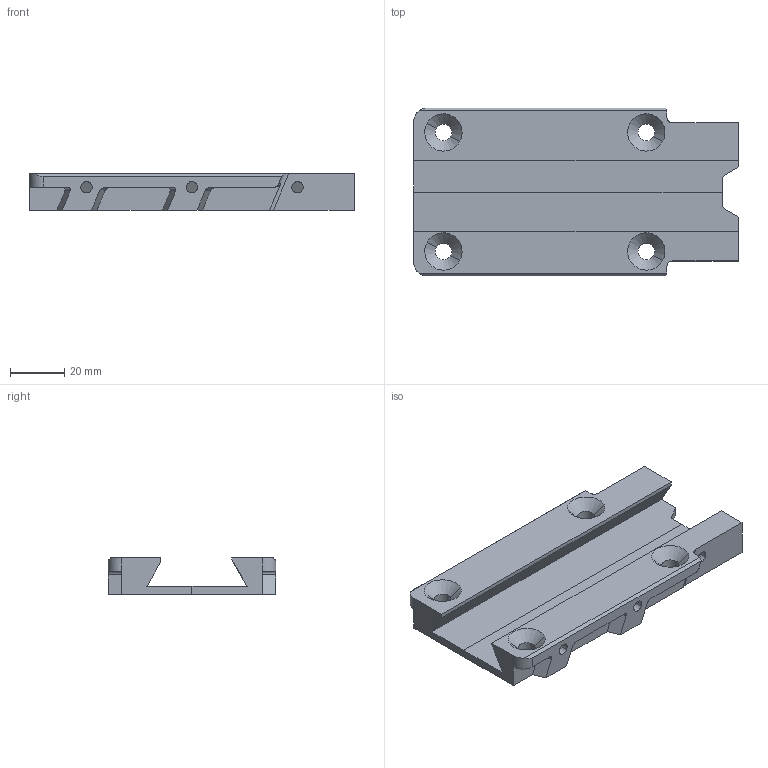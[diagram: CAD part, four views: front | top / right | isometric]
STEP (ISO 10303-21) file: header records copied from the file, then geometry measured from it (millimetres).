
FILE_DESCRIPTION(('CATIA V5 STEP Exchange'),'2;1');
FILE_NAME('Plaque interface - 07 - Lardon - Design.stp','2019-01-19T15:22:40+00:00',('none'),('none'),'CATIA Version 5 Release 21 GA (IN-10)','CATIA V5 STEP AP203','none');
FILE_SCHEMA(('CONFIG_CONTROL_DESIGN'));
Length unit declared in the file: millimetre
Products named in the file (1): Plaque interface - 07 - Lardon - Design
Bounding box: 120 x 62 x 13.5 mm (x, y, z)
Volume: 47836.8 mm3; surface area: 23862.8 mm2
Topology: 1 solids, 1 shells, 95 faces, 269 edges, 172 vertices
Faces by surface type: plane 45, cylinder 36, cone 12, bspline 2
Entity records: 3292 total; most frequent: CARTESIAN_POINT 1016, ORIENTED_EDGE 530, DIRECTION 336, EDGE_CURVE 265, VERTEX_POINT 172, VECTOR 156, LINE 156, AXIS2_PLACEMENT_3D 118
